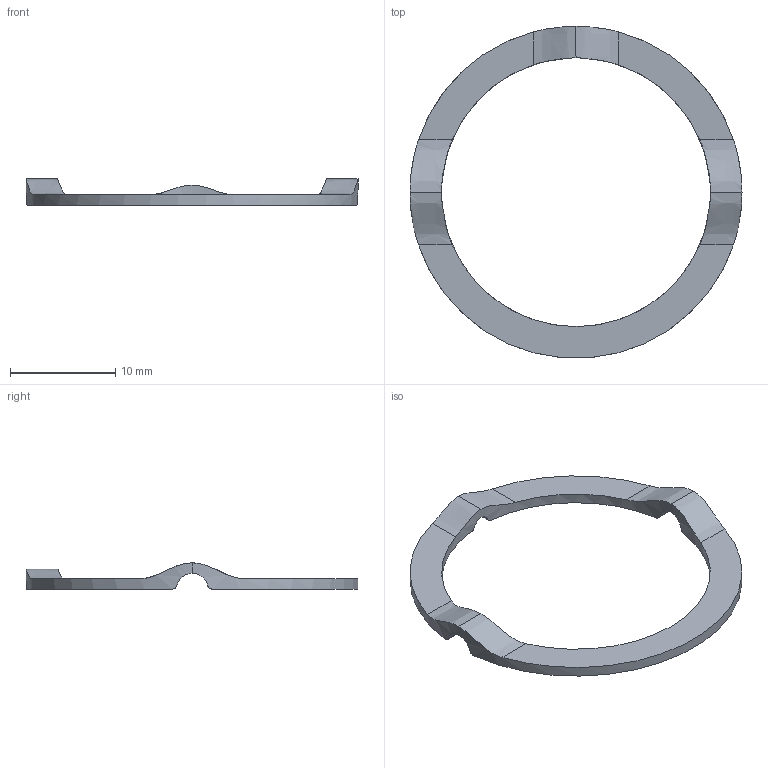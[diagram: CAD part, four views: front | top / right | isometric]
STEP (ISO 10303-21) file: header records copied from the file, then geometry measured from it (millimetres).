
FILE_DESCRIPTION(('CATIA V5 STEP Exchange'),'2;1');
FILE_NAME('Innere_Aufhaengung.stp','2015-11-24T16:56:23+00:00',('none'),('none'),'CATIA Version 5 Release 17 (IN-10)','CATIA V5 STEP AP203','none');
FILE_SCHEMA(('CONFIG_CONTROL_DESIGN'));
Length unit declared in the file: millimetre
Products named in the file (1): Innere_Aufhaengung
Bounding box: 31.5 x 31.45 x 2.5 mm (x, y, z)
Volume: 299.2 mm3; surface area: 751.4 mm2
Topology: 1 solids, 1 shells, 28 faces, 80 edges, 52 vertices
Faces by surface type: cylinder 16, extrusion 6, plane 6
Entity records: 1030 total; most frequent: CARTESIAN_POINT 373, ORIENTED_EDGE 160, EDGE_CURVE 80, DIRECTION 70, VERTEX_POINT 52, B_SPLINE_CURVE_WITH_KNOTS 46, VECTOR 34, ADVANCED_FACE 28
